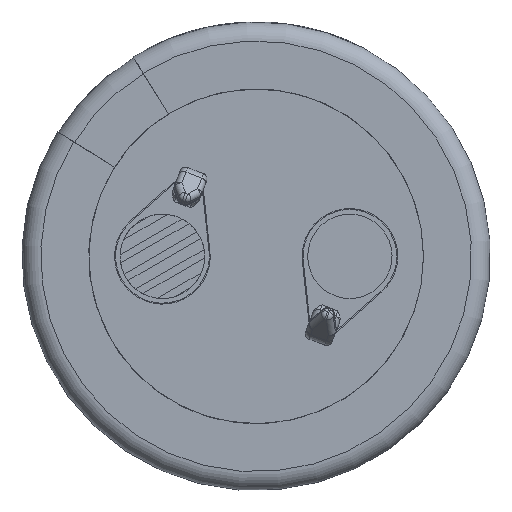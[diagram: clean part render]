
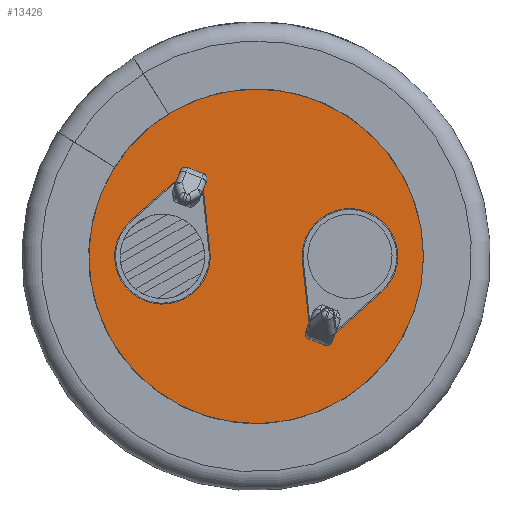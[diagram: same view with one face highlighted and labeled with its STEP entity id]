
A CAD part, front view. The second image highlights one B-rep face of the part: STEP entity #13426.
In plain terms, the highlighted planar face has unit normal (0, -1, 0).
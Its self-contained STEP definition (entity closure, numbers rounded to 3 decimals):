
#1439=LINE('',#16490,#1665);
#1440=LINE('',#16493,#1666);
#1441=LINE('',#16495,#1667);
#1442=LINE('',#16498,#1668);
#1443=LINE('',#16501,#1669);
#1444=LINE('',#16503,#1670);
#1665=VECTOR('',#14855,1000.);
#1666=VECTOR('',#14856,1000.);
#1667=VECTOR('',#14857,1000.);
#1668=VECTOR('',#14860,1000.);
#1669=VECTOR('',#14861,1000.);
#1670=VECTOR('',#14862,1000.);
#1938=ORIENTED_EDGE('',*,*,#4877,.T.);
#1939=ORIENTED_EDGE('',*,*,#4878,.F.);
#1940=ORIENTED_EDGE('',*,*,#4879,.F.);
#1941=ORIENTED_EDGE('',*,*,#4880,.F.);
#1942=ORIENTED_EDGE('',*,*,#4881,.F.);
#1943=ORIENTED_EDGE('',*,*,#4882,.T.);
#1944=ORIENTED_EDGE('',*,*,#4883,.T.);
#1945=ORIENTED_EDGE('',*,*,#4884,.T.);
#1946=ORIENTED_EDGE('',*,*,#4885,.T.);
#4877=EDGE_CURVE('',#6342,#6342,#7263,.T.);
#4878=EDGE_CURVE('',#6343,#6344,#1439,.T.);
#4879=EDGE_CURVE('',#6345,#6343,#1440,.T.);
#4880=EDGE_CURVE('',#6346,#6345,#1441,.T.);
#4881=EDGE_CURVE('',#6344,#6346,#7264,.T.);
#4882=EDGE_CURVE('',#6347,#6348,#1442,.T.);
#4883=EDGE_CURVE('',#6348,#6349,#1443,.T.);
#4884=EDGE_CURVE('',#6349,#6350,#1444,.T.);
#4885=EDGE_CURVE('',#6350,#6347,#7265,.T.);
#6342=VERTEX_POINT('',#16489);
#6343=VERTEX_POINT('',#16491);
#6344=VERTEX_POINT('',#16492);
#6345=VERTEX_POINT('',#16494);
#6346=VERTEX_POINT('',#16496);
#6347=VERTEX_POINT('',#16499);
#6348=VERTEX_POINT('',#16500);
#6349=VERTEX_POINT('',#16502);
#6350=VERTEX_POINT('',#16504);
#7263=CIRCLE('',#14074,10.357);
#7264=CIRCLE('',#14075,2.55);
#7265=CIRCLE('',#14076,2.55);
#7437=EDGE_LOOP('',(#1938));
#7438=EDGE_LOOP('',(#1939,#1940,#1941,#1942));
#7439=EDGE_LOOP('',(#1943,#1944,#1945,#1946));
#8149=FACE_BOUND('',#7437,.T.);
#8150=FACE_BOUND('',#7438,.T.);
#8151=FACE_BOUND('',#7439,.T.);
#8855=PLANE('',#14073);
#13426=ADVANCED_FACE('',(#8149,#8150,#8151),#8855,.T.);
#14073=AXIS2_PLACEMENT_3D('',#16487,#14851,#14852);
#14074=AXIS2_PLACEMENT_3D('',#16488,#14853,#14854);
#14075=AXIS2_PLACEMENT_3D('',#16497,#14858,#14859);
#14076=AXIS2_PLACEMENT_3D('',#16505,#14863,#14864);
#14851=DIRECTION('',(0.,-1.,0.));
#14852=DIRECTION('',(1.,0.,0.));
#14853=DIRECTION('',(0.,-1.,0.));
#14854=DIRECTION('',(1.,0.,0.));
#14855=DIRECTION('',(-0.748,0.,-0.664));
#14856=DIRECTION('',(-0.933,0.,0.36));
#14857=DIRECTION('',(-0.108,0.,0.994));
#14858=DIRECTION('',(0.,-1.,0.));
#14859=DIRECTION('',(0.,0.,1.));
#14860=DIRECTION('',(-0.748,0.,-0.664));
#14861=DIRECTION('',(-0.933,0.,0.36));
#14862=DIRECTION('',(-0.108,0.,0.994));
#14863=DIRECTION('',(0.,1.,0.));
#14864=DIRECTION('',(0.,0.,-1.));
#16487=CARTESIAN_POINT('',(0.,0.,0.));
#16488=CARTESIAN_POINT('',(0.,0.,0.));
#16489=CARTESIAN_POINT('',(10.357,0.,0.));
#16490=CARTESIAN_POINT('',(-4.27,0.,4.059));
#16491=CARTESIAN_POINT('',(-4.27,0.,4.059));
#16492=CARTESIAN_POINT('',(-6.694,0.,1.906));
#16493=CARTESIAN_POINT('',(-2.814,0.,3.497));
#16494=CARTESIAN_POINT('',(-2.814,0.,3.497));
#16495=CARTESIAN_POINT('',(-2.465,0.,0.274));
#16496=CARTESIAN_POINT('',(-2.465,0.,0.274));
#16497=CARTESIAN_POINT('',(-5.,0.,0.));
#16498=CARTESIAN_POINT('',(6.694,0.,-1.906));
#16499=CARTESIAN_POINT('',(6.694,0.,-1.906));
#16500=CARTESIAN_POINT('',(4.27,0.,-4.059));
#16501=CARTESIAN_POINT('',(4.27,0.,-4.059));
#16502=CARTESIAN_POINT('',(2.814,0.,-3.497));
#16503=CARTESIAN_POINT('',(2.814,0.,-3.497));
#16504=CARTESIAN_POINT('',(2.465,0.,-0.274));
#16505=CARTESIAN_POINT('',(5.,0.,0.));
